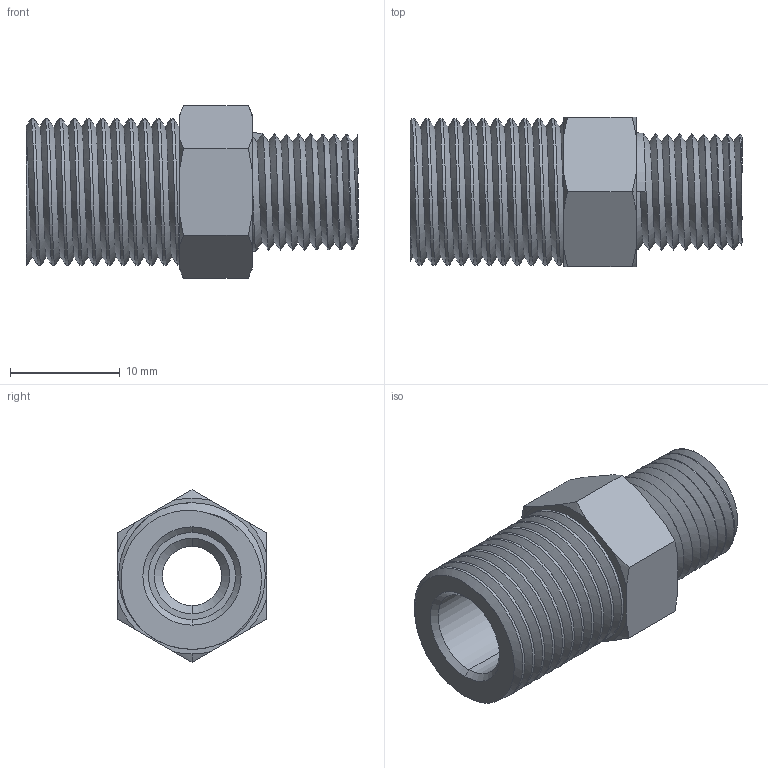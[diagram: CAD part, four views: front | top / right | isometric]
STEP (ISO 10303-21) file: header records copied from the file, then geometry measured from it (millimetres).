
FILE_DESCRIPTION (( 'STEP AP203' ), '1' );
FILE_NAME ('BFMC-14N-18N.step', '2016-02-15T20:05:38', ( '' ), ( '' ), 'SwSTEP 2.0', 'SolidWorks 2015', '' );
FILE_SCHEMA (( 'CONFIG_CONTROL_DESIGN' ));
Length unit declared in the file: inch
Products named in the file (1): BFMC-14N-18N
Bounding box: 30.2 x 13.59 x 15.69 mm (x, y, z)
Volume: 2507.8 mm3; surface area: 2560.2 mm2
Topology: 1 solids, 1 shells, 76 faces, 205 edges, 134 vertices
Faces by surface type: cone 31, cylinder 28, plane 12, bspline 5
Entity records: 5801 total; most frequent: CARTESIAN_POINT 4047, ORIENTED_EDGE 410, DIRECTION 283, EDGE_CURVE 205, VERTEX_POINT 134, AXIS2_PLACEMENT_3D 108, EDGE_LOOP 81, FACE_OUTER_BOUND 76
